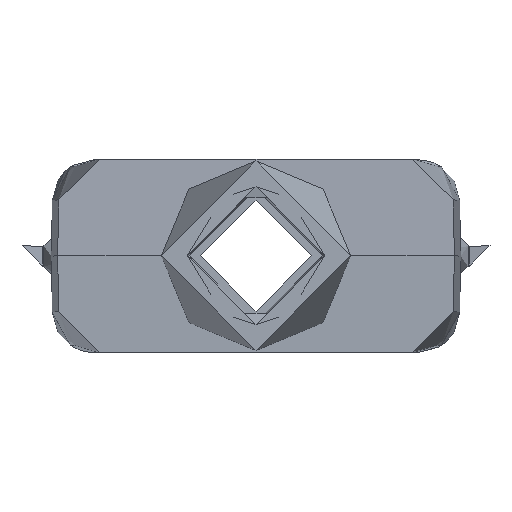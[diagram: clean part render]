
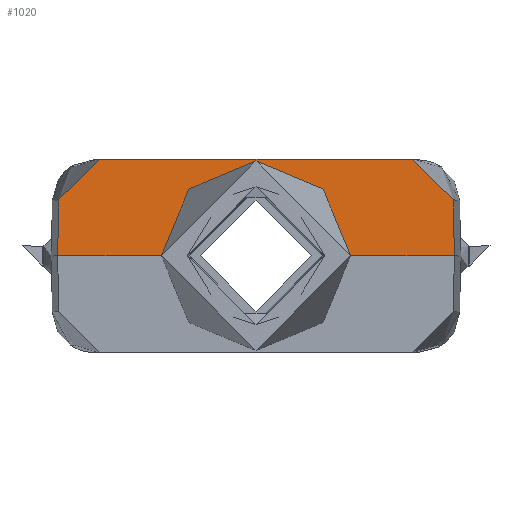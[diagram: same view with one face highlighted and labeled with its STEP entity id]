
A CAD part, top view. The second image highlights one B-rep face of the part: STEP entity #1020.
In plain terms, the highlighted planar face has unit normal (0, 0.018, 1).
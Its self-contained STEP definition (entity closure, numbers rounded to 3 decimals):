
#1020=ADVANCED_FACE('',(#1408),#1255,.T.);
#1255=PLANE('',#8359);
#1408=FACE_OUTER_BOUND('',#1612,.T.);
#1612=EDGE_LOOP('',(#1915,#1916,#1917,#1918,#1919,#1920,#1921,#1922));
#1883=ELLIPSE('',#8358,14.502,14.5);
#1915=ORIENTED_EDGE('',*,*,#3490,.F.);
#1916=ORIENTED_EDGE('',*,*,#3491,.T.);
#1917=ORIENTED_EDGE('',*,*,#3492,.T.);
#1918=ORIENTED_EDGE('',*,*,#3493,.T.);
#1919=ORIENTED_EDGE('',*,*,#3494,.T.);
#1920=ORIENTED_EDGE('',*,*,#3495,.T.);
#1921=ORIENTED_EDGE('',*,*,#3496,.F.);
#1922=ORIENTED_EDGE('',*,*,#3497,.F.);
#3095=VERTEX_POINT('',#11549);
#3096=VERTEX_POINT('',#11550);
#3097=VERTEX_POINT('',#11559);
#3098=VERTEX_POINT('',#11567);
#3099=VERTEX_POINT('',#11569);
#3100=VERTEX_POINT('',#11571);
#3101=VERTEX_POINT('',#11573);
#3102=VERTEX_POINT('',#11581);
#3490=EDGE_CURVE('',#3095,#3096,#6118,.T.);
#3491=EDGE_CURVE('',#3095,#3097,#4491,.T.);
#3492=EDGE_CURVE('',#3097,#3098,#4492,.T.);
#3493=EDGE_CURVE('',#3098,#3099,#6119,.T.);
#3494=EDGE_CURVE('',#3099,#3100,#1883,.T.);
#3495=EDGE_CURVE('',#3100,#3101,#6120,.T.);
#3496=EDGE_CURVE('',#3102,#3101,#4493,.T.);
#3497=EDGE_CURVE('',#3096,#3102,#4494,.T.);
#4491=B_SPLINE_CURVE_WITH_KNOTS('',3,(#11551,#11552,#11553,#11554,#11555,
#11556,#11557,#11558),.UNSPECIFIED.,.F.,.F.,(4,2,2,4),(0.,0.25,0.5,1.),
 .UNSPECIFIED.);
#4492=B_SPLINE_CURVE_WITH_KNOTS('',3,(#11560,#11561,#11562,#11563,#11564,
#11565,#11566),.UNSPECIFIED.,.F.,.F.,(4,3,4),(0.,0.494,1.),
 .UNSPECIFIED.);
#4493=B_SPLINE_CURVE_WITH_KNOTS('',3,(#11574,#11575,#11576,#11577,#11578,
#11579,#11580),.UNSPECIFIED.,.F.,.F.,(4,3,4),(0.,0.494,1.),
 .UNSPECIFIED.);
#4494=B_SPLINE_CURVE_WITH_KNOTS('',3,(#11582,#11583,#11584,#11585,#11586,
#11587,#11588,#11589),.UNSPECIFIED.,.F.,.F.,(4,2,2,4),(0.,0.25,0.5,
1.),.UNSPECIFIED.);
#6118=LINE('',#11548,#6662);
#6119=LINE('',#11568,#6663);
#6120=LINE('',#11572,#6664);
#6662=VECTOR('',#8808,1.);
#6663=VECTOR('',#8809,1.);
#6664=VECTOR('',#8812,1.);
#8358=AXIS2_PLACEMENT_3D('',#11570,#8810,#8811);
#8359=AXIS2_PLACEMENT_3D('',#11590,#8813,#8814);
#8808=DIRECTION('',(1.,0.,0.));
#8809=DIRECTION('',(1.,0.,0.));
#8810=DIRECTION('',(0.,-0.017,-1.));
#8811=DIRECTION('',(0.,1.,-0.017));
#8812=DIRECTION('',(1.,0.,0.));
#8813=DIRECTION('',(0.,0.017,1.));
#8814=DIRECTION('',(0.,-1.,0.017));
#11548=CARTESIAN_POINT('',(0.,14.75,32.593));
#11549=CARTESIAN_POINT('',(-23.937,14.75,32.593));
#11550=CARTESIAN_POINT('',(23.937,14.75,32.593));
#11551=CARTESIAN_POINT('',(-23.937,14.75,32.593));
#11552=CARTESIAN_POINT('',(-24.76,14.75,32.593));
#11553=CARTESIAN_POINT('',(-25.567,14.59,32.595));
#11554=CARTESIAN_POINT('',(-27.079,13.972,32.606));
#11555=CARTESIAN_POINT('',(-27.772,13.515,32.614));
#11556=CARTESIAN_POINT('',(-29.512,11.806,32.644));
#11557=CARTESIAN_POINT('',(-30.208,10.205,32.672));
#11558=CARTESIAN_POINT('',(-30.236,8.56,32.701));
#11559=CARTESIAN_POINT('',(-30.236,8.56,32.701));
#11560=CARTESIAN_POINT('',(-30.236,8.56,32.701));
#11561=CARTESIAN_POINT('',(-30.26,7.15,32.725));
#11562=CARTESIAN_POINT('',(-30.284,5.74,32.75));
#11563=CARTESIAN_POINT('',(-30.308,4.33,32.774));
#11564=CARTESIAN_POINT('',(-30.332,2.886,32.8));
#11565=CARTESIAN_POINT('',(-30.357,1.443,32.825));
#11566=CARTESIAN_POINT('',(-30.381,0.,32.85));
#11567=CARTESIAN_POINT('',(-30.381,0.,32.85));
#11568=CARTESIAN_POINT('',(31.35,0.,32.85));
#11569=CARTESIAN_POINT('',(-14.5,0.,32.85));
#11570=CARTESIAN_POINT('',(0.,0.,32.85));
#11571=CARTESIAN_POINT('',(14.5,0.,32.85));
#11572=CARTESIAN_POINT('',(31.35,0.,32.85));
#11573=CARTESIAN_POINT('',(30.381,0.,32.85));
#11574=CARTESIAN_POINT('',(30.236,8.56,32.701));
#11575=CARTESIAN_POINT('',(30.26,7.15,32.725));
#11576=CARTESIAN_POINT('',(30.284,5.74,32.75));
#11577=CARTESIAN_POINT('',(30.308,4.33,32.774));
#11578=CARTESIAN_POINT('',(30.332,2.886,32.8));
#11579=CARTESIAN_POINT('',(30.357,1.443,32.825));
#11580=CARTESIAN_POINT('',(30.381,0.,32.85));
#11581=CARTESIAN_POINT('',(30.236,8.56,32.701));
#11582=CARTESIAN_POINT('',(23.937,14.75,32.593));
#11583=CARTESIAN_POINT('',(24.76,14.75,32.593));
#11584=CARTESIAN_POINT('',(25.567,14.59,32.595));
#11585=CARTESIAN_POINT('',(27.079,13.972,32.606));
#11586=CARTESIAN_POINT('',(27.772,13.515,32.614));
#11587=CARTESIAN_POINT('',(29.512,11.806,32.644));
#11588=CARTESIAN_POINT('',(30.208,10.205,32.672));
#11589=CARTESIAN_POINT('',(30.236,8.56,32.701));
#11590=CARTESIAN_POINT('',(31.35,0.,32.85));
